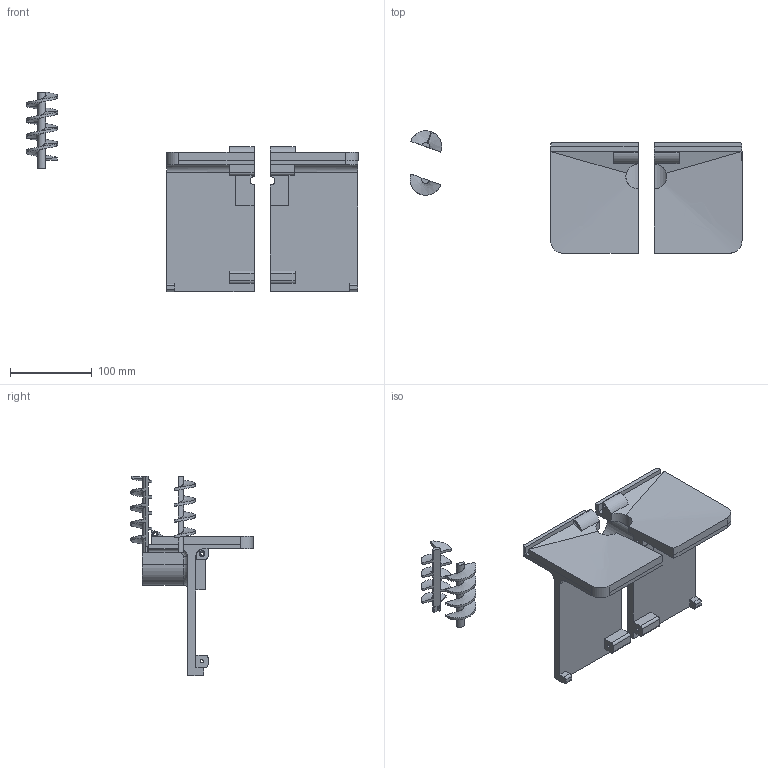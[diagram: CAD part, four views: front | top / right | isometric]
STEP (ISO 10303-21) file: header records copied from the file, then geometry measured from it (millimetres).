
FILE_DESCRIPTION(/* description */ (''),/* implementation_level */ '2;1');
FILE_NAME(/* name */ 'distributore v5.step',/* time_stamp */ '2024-05-26T23:48:29+02:00',/* author */ (''),/* organization */ (''),/* preprocessor_version */ 'ST-DEVELOPER v20',/* originating_system */ 'Autodesk Translation Framework v13.14.0.145',/* authorisation */ '');
FILE_SCHEMA (('AUTOMOTIVE_DESIGN { 1 0 10303 214 3 1 1 }'));
Length unit declared in the file: millimetre
Products named in the file (3): distributore; piatto; VITE v3
Assembly tree (2 placements, depth 2):
  distributore
    piatto
    VITE v3
Bounding box: 405.15 x 149.12 x 243.16 mm (x, y, z)
Volume: 769976.5 mm3; surface area: 181685.4 mm2
Topology: 4 solids, 4 shells, 177 faces, 572 edges, 402 vertices
Faces by surface type: plane 88, cylinder 59, bspline 24, torus 3, cone 3
Full cylindrical faces by diameter (mm): 4 x6
Entity records: 13619 total; most frequent: CARTESIAN_POINT 8719, ORIENTED_EDGE 1144, DIRECTION 824, EDGE_CURVE 572, VERTEX_POINT 402, LINE 314, VECTOR 314, AXIS2_PLACEMENT_3D 255
